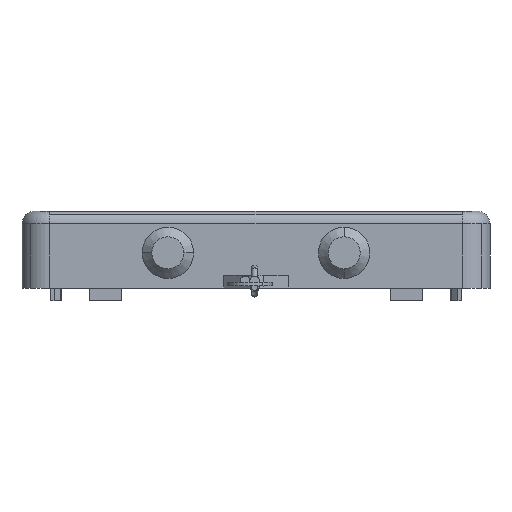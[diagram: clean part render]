
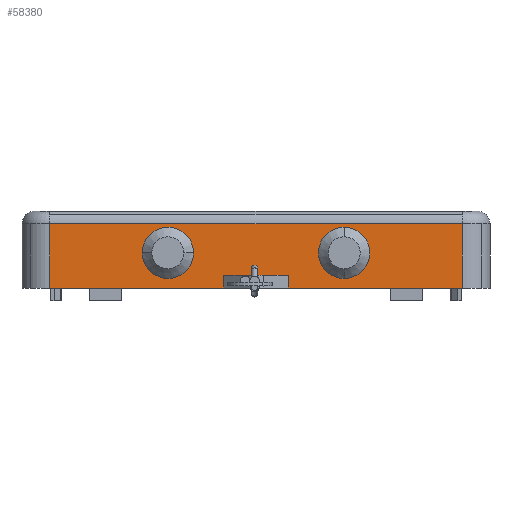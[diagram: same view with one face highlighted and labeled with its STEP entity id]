
A CAD part, front view. The second image highlights one B-rep face of the part: STEP entity #58380.
In plain terms, the highlighted planar face has unit normal (0, -1, 0).
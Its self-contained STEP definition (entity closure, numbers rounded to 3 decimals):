
#1510=CARTESIAN_POINT('',(-32.2,-21.5,10.));
#1520=DIRECTION('',(1.,0.,0.));
#1530=VECTOR('',#1520,64.4);
#1540=LINE('',#1510,#1530);
#1550=CARTESIAN_POINT('',(-32.2,-21.5,10.));
#1560=VERTEX_POINT('',#1550);
#1570=CARTESIAN_POINT('',(32.2,-21.5,10.));
#1580=VERTEX_POINT('',#1570);
#1590=EDGE_CURVE('',#1560,#1580,#1540,.T.);
#2170=CARTESIAN_POINT('',(-32.2,-21.5,0.));
#2180=DIRECTION('',(0.,0.,1.));
#2190=VECTOR('',#2180,10.);
#2200=LINE('',#2170,#2190);
#2210=CARTESIAN_POINT('',(-32.2,-21.5,0.));
#2220=VERTEX_POINT('',#2210);
#2230=EDGE_CURVE('',#2220,#1560,#2200,.T.);
#5590=CARTESIAN_POINT('',(13.75,-21.5,1.5));
#5600=VERTEX_POINT('',#5590);
#5760=CARTESIAN_POINT('',(13.75,-21.5,9.5));
#5770=VERTEX_POINT('',#5760);
#5800=CARTESIAN_POINT('',(13.75,-21.5,5.5));
#5810=DIRECTION('',(0.,1.,0.));
#5820=DIRECTION('',(0.,0.,1.));
#5830=AXIS2_PLACEMENT_3D('',#5800,#5810,#5820);
#5840=CIRCLE('',#5830,4.);
#5850=EDGE_CURVE('',#5770,#5600,#5840,.T.);
#6570=CARTESIAN_POINT('',(-9.75,-21.5,5.5));
#6580=VERTEX_POINT('',#6570);
#6610=CARTESIAN_POINT('',(-13.75,-21.5,5.5));
#6620=DIRECTION('',(0.,1.,0.));
#6630=DIRECTION('',(0.,0.,1.));
#6640=AXIS2_PLACEMENT_3D('',#6610,#6620,#6630);
#6650=CIRCLE('',#6640,4.);
#6660=CARTESIAN_POINT('',(-17.75,-21.5,5.5));
#6670=VERTEX_POINT('',#6660);
#6680=EDGE_CURVE('',#6580,#6670,#6650,.T.);
#57690=CARTESIAN_POINT('',(36.5,-21.5,0.));
#57700=DIRECTION('',(0.,-1.,0.));
#57710=DIRECTION('',(0.,0.,-1.));
#57720=AXIS2_PLACEMENT_3D('',#57690,#57700,#57710);
#57730=PLANE('',#57720);
#57740=ORIENTED_EDGE('',*,*,#6680,.T.);
#57750=CARTESIAN_POINT('',(-13.75,-21.5,9.5));
#57760=VERTEX_POINT('',#57750);
#57770=EDGE_CURVE('',#57760,#6580,#6650,.T.);
#57780=ORIENTED_EDGE('',*,*,#57770,.T.);
#57790=EDGE_CURVE('',#6670,#57760,#6650,.T.);
#57800=ORIENTED_EDGE('',*,*,#57790,.T.);
#57810=EDGE_LOOP('',(#57800,#57780,#57740));
#57820=FACE_BOUND('',#57810,.T.);
#57830=EDGE_CURVE('',#5600,#5770,#5840,.T.);
#57840=ORIENTED_EDGE('',*,*,#57830,.T.);
#57850=ORIENTED_EDGE('',*,*,#5850,.T.);
#57860=EDGE_LOOP('',(#57850,#57840));
#57870=FACE_BOUND('',#57860,.T.);
#57880=CARTESIAN_POINT('',(-5.,-21.5,2.));
#57890=DIRECTION('',(1.,0.,0.));
#57900=VECTOR('',#57890,10.);
#57910=LINE('',#57880,#57900);
#57920=CARTESIAN_POINT('',(-5.,-21.5,2.));
#57930=VERTEX_POINT('',#57920);
#57940=CARTESIAN_POINT('',(5.,-21.5,2.));
#57950=VERTEX_POINT('',#57940);
#57960=EDGE_CURVE('',#57930,#57950,#57910,.T.);
#57970=ORIENTED_EDGE('',*,*,#57960,.T.);
#57980=CARTESIAN_POINT('',(-5.,-21.5,0.));
#57990=DIRECTION('',(0.,0.,1.));
#58000=VECTOR('',#57990,2.);
#58010=LINE('',#57980,#58000);
#58020=CARTESIAN_POINT('',(-5.,-21.5,0.));
#58030=VERTEX_POINT('',#58020);
#58040=EDGE_CURVE('',#58030,#57930,#58010,.T.);
#58050=ORIENTED_EDGE('',*,*,#58040,.T.);
#58060=CARTESIAN_POINT('',(-5.,-21.5,0.));
#58070=DIRECTION('',(-1.,0.,0.));
#58080=VECTOR('',#58070,27.2);
#58090=LINE('',#58060,#58080);
#58100=EDGE_CURVE('',#58030,#2220,#58090,.T.);
#58110=ORIENTED_EDGE('',*,*,#58100,.F.);
#58120=ORIENTED_EDGE('',*,*,#2230,.F.);
#58130=ORIENTED_EDGE('',*,*,#1590,.F.);
#58140=CARTESIAN_POINT('',(32.2,-21.5,10.));
#58150=DIRECTION('',(0.,0.,-1.));
#58160=VECTOR('',#58150,10.);
#58170=LINE('',#58140,#58160);
#58180=CARTESIAN_POINT('',(32.2,-21.5,0.));
#58190=VERTEX_POINT('',#58180);
#58200=EDGE_CURVE('',#1580,#58190,#58170,.T.);
#58210=ORIENTED_EDGE('',*,*,#58200,.F.);
#58220=CARTESIAN_POINT('',(32.2,-21.5,0.));
#58230=DIRECTION('',(-1.,0.,0.));
#58240=VECTOR('',#58230,27.2);
#58250=LINE('',#58220,#58240);
#58260=CARTESIAN_POINT('',(5.,-21.5,0.));
#58270=VERTEX_POINT('',#58260);
#58280=EDGE_CURVE('',#58190,#58270,#58250,.T.);
#58290=ORIENTED_EDGE('',*,*,#58280,.F.);
#58300=CARTESIAN_POINT('',(5.,-21.5,2.));
#58310=DIRECTION('',(0.,0.,-1.));
#58320=VECTOR('',#58310,2.);
#58330=LINE('',#58300,#58320);
#58340=EDGE_CURVE('',#57950,#58270,#58330,.T.);
#58350=ORIENTED_EDGE('',*,*,#58340,.T.);
#58360=EDGE_LOOP('',(#58350,#58290,#58210,#58130,#58120,#58110,#58050,
#57970));
#58370=FACE_OUTER_BOUND('',#58360,.T.);
#58380=ADVANCED_FACE('',(#57820,#57870,#58370),#57730,.T.);
